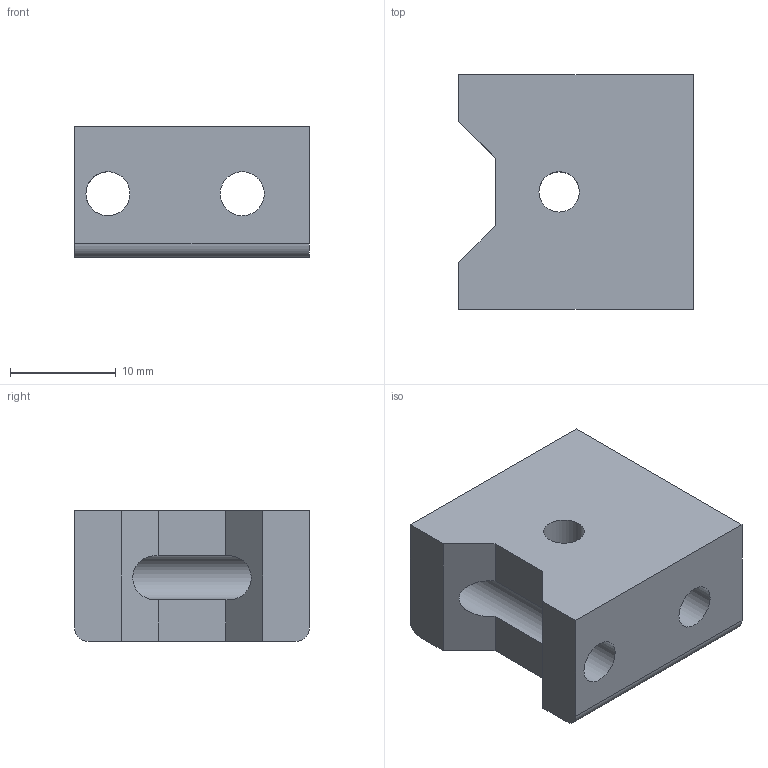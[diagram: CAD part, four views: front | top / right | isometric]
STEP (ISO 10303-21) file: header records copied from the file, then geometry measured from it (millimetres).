
FILE_DESCRIPTION(/* description */ (''),/* implementation_level */ '2;1');
FILE_NAME(/* name */ 'Side Skirt Holder Back.step',/* time_stamp */ '2024-06-27T20:51:32-05:00',/* author */ (''),/* organization */ (''),/* preprocessor_version */ 'ST-DEVELOPER v20',/* originating_system */ 'Autodesk Translation Framework v13.14.0.145',/* authorisation */ '');
FILE_SCHEMA (('AUTOMOTIVE_DESIGN { 1 0 10303 214 3 1 1 }'));
Length unit declared in the file: inch
Products named in the file (1): Side Skirt Holder Back v1
Bounding box: 22.2 x 22.2 x 12.37 mm (x, y, z)
Volume: 4980.4 mm3; surface area: 2560.5 mm2
Topology: 1 solids, 1 shells, 16 faces, 48 edges, 32 vertices
Faces by surface type: plane 11, cylinder 5
Full cylindrical faces by diameter (mm): 3.81 x1, 4.166 x2
Entity records: 604 total; most frequent: CARTESIAN_POINT 97, ORIENTED_EDGE 96, DIRECTION 96, EDGE_CURVE 48, LINE 34, VECTOR 34, VERTEX_POINT 32, AXIS2_PLACEMENT_3D 31
